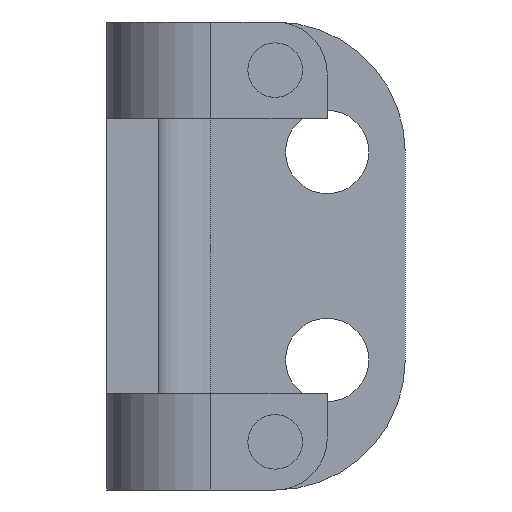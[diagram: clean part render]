
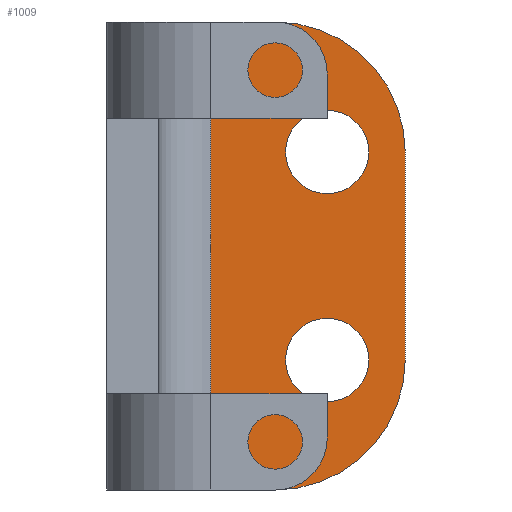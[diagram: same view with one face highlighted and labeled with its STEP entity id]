
A CAD part, left-side view. The second image highlights one B-rep face of the part: STEP entity #1009.
In plain terms, the highlighted planar face has unit normal (-1, 0, 0).
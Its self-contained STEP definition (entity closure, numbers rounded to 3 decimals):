
#52=FACE_BOUND('',#149,.T.);
#53=FACE_BOUND('',#150,.T.);
#75=FACE_OUTER_BOUND('',#148,.T.);
#148=EDGE_LOOP('',(#795,#796,#797,#798,#799,#800));
#149=EDGE_LOOP('',(#801));
#150=EDGE_LOOP('',(#802));
#226=CIRCLE('',#1119,5.);
#227=CIRCLE('',#1120,5.);
#228=CIRCLE('',#1121,1.6);
#229=CIRCLE('',#1122,1.6);
#296=LINE('',#1654,#396);
#297=LINE('',#1657,#397);
#302=LINE('',#1681,#402);
#303=LINE('',#1684,#403);
#396=VECTOR('',#1322,10.);
#397=VECTOR('',#1325,10.);
#402=VECTOR('',#1352,10.);
#403=VECTOR('',#1355,10.);
#503=VERTEX_POINT('',#1647);
#506=VERTEX_POINT('',#1652);
#507=VERTEX_POINT('',#1656);
#514=VERTEX_POINT('',#1678);
#515=VERTEX_POINT('',#1680);
#516=VERTEX_POINT('',#1682);
#517=VERTEX_POINT('',#1685);
#518=VERTEX_POINT('',#1687);
#614=EDGE_CURVE('',#503,#506,#296,.T.);
#615=EDGE_CURVE('',#507,#503,#297,.T.);
#627=EDGE_CURVE('',#514,#506,#226,.T.);
#628=EDGE_CURVE('',#514,#515,#302,.T.);
#629=EDGE_CURVE('',#516,#515,#227,.T.);
#630=EDGE_CURVE('',#507,#516,#303,.T.);
#631=EDGE_CURVE('',#517,#517,#228,.T.);
#632=EDGE_CURVE('',#518,#518,#229,.T.);
#795=ORIENTED_EDGE('',*,*,#615,.T.);
#796=ORIENTED_EDGE('',*,*,#614,.T.);
#797=ORIENTED_EDGE('',*,*,#627,.F.);
#798=ORIENTED_EDGE('',*,*,#628,.T.);
#799=ORIENTED_EDGE('',*,*,#629,.F.);
#800=ORIENTED_EDGE('',*,*,#630,.F.);
#801=ORIENTED_EDGE('',*,*,#631,.T.);
#802=ORIENTED_EDGE('',*,*,#632,.T.);
#969=PLANE('',#1118);
#1009=ADVANCED_FACE('',(#75,#52,#53),#969,.F.);
#1118=AXIS2_PLACEMENT_3D('',#1677,#1348,#1349);
#1119=AXIS2_PLACEMENT_3D('',#1679,#1350,#1351);
#1120=AXIS2_PLACEMENT_3D('',#1683,#1353,#1354);
#1121=AXIS2_PLACEMENT_3D('',#1686,#1356,#1357);
#1122=AXIS2_PLACEMENT_3D('',#1688,#1358,#1359);
#1322=DIRECTION('',(0.,-1.,0.));
#1325=DIRECTION('',(0.,0.,-1.));
#1348=DIRECTION('center_axis',(1.,0.,0.));
#1349=DIRECTION('ref_axis',(0.,-1.,0.));
#1350=DIRECTION('center_axis',(1.,0.,0.));
#1351=DIRECTION('ref_axis',(0.,-0.707,-0.707));
#1352=DIRECTION('',(0.,0.,1.));
#1353=DIRECTION('center_axis',(1.,0.,0.));
#1354=DIRECTION('ref_axis',(0.,-0.707,0.707));
#1355=DIRECTION('',(0.,-1.,0.));
#1356=DIRECTION('center_axis',(1.,0.,0.));
#1357=DIRECTION('ref_axis',(0.,1.,0.));
#1358=DIRECTION('center_axis',(1.,0.,0.));
#1359=DIRECTION('ref_axis',(0.,1.,0.));
#1647=CARTESIAN_POINT('',(36.5,-2.,-9.));
#1652=CARTESIAN_POINT('',(36.5,-4.476,-9.));
#1654=CARTESIAN_POINT('',(36.5,2.524,-9.));
#1656=CARTESIAN_POINT('',(36.5,-2.,9.));
#1657=CARTESIAN_POINT('',(36.5,-2.,0.));
#1677=CARTESIAN_POINT('Origin',(36.5,35.524,0.));
#1678=CARTESIAN_POINT('',(36.5,-9.476,-4.));
#1679=CARTESIAN_POINT('Origin',(36.5,-4.476,-4.));
#1680=CARTESIAN_POINT('',(36.5,-9.476,4.));
#1681=CARTESIAN_POINT('',(36.5,-9.476,-9.));
#1682=CARTESIAN_POINT('',(36.5,-4.476,9.));
#1683=CARTESIAN_POINT('Origin',(36.5,-4.476,4.));
#1684=CARTESIAN_POINT('',(36.5,80.524,9.));
#1685=CARTESIAN_POINT('',(36.5,-8.076,-4.));
#1686=CARTESIAN_POINT('Origin',(36.5,-6.476,-4.));
#1687=CARTESIAN_POINT('',(36.5,-8.076,4.));
#1688=CARTESIAN_POINT('Origin',(36.5,-6.476,4.));
